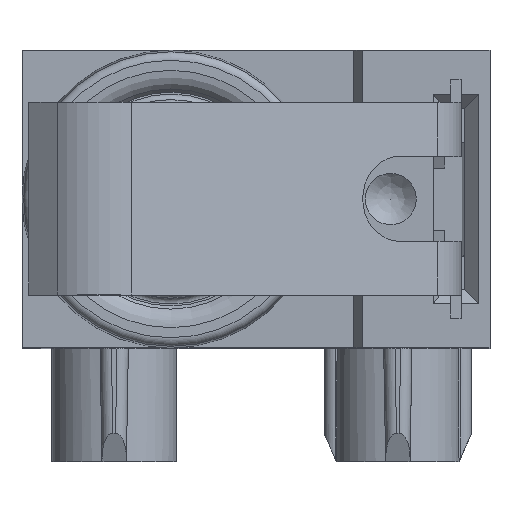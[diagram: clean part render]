
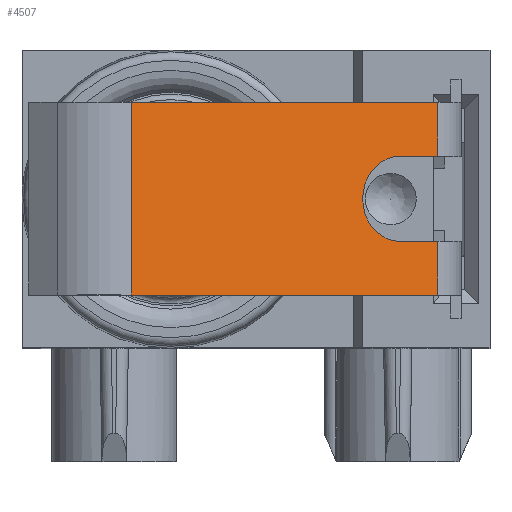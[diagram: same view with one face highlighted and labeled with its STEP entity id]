
A CAD part, top view. The second image highlights one B-rep face of the part: STEP entity #4507.
In plain terms, the highlighted planar face has unit normal (0.478, 0, 0.878).
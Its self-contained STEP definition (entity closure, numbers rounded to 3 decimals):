
#126=CIRCLE('',#4786,0.75);
#240=FACE_OUTER_BOUND('',#495,.T.);
#495=EDGE_LOOP('',(#3008,#3009,#3010,#3011,#3012,#3013,#3014,#3015));
#798=LINE('',#6545,#1337);
#805=LINE('',#6568,#1344);
#806=LINE('',#6571,#1345);
#807=LINE('',#6573,#1346);
#808=LINE('',#6575,#1347);
#809=LINE('',#6577,#1348);
#810=LINE('',#6578,#1349);
#1337=VECTOR('',#5206,10.);
#1344=VECTOR('',#5229,10.);
#1345=VECTOR('',#5232,10.);
#1346=VECTOR('',#5233,10.);
#1347=VECTOR('',#5234,10.);
#1348=VECTOR('',#5235,10.);
#1349=VECTOR('',#5236,10.);
#1874=VERTEX_POINT('',#6542);
#1875=VERTEX_POINT('',#6544);
#1879=VERTEX_POINT('',#6555);
#1883=VERTEX_POINT('',#6566);
#1884=VERTEX_POINT('',#6570);
#1885=VERTEX_POINT('',#6572);
#1886=VERTEX_POINT('',#6574);
#1887=VERTEX_POINT('',#6576);
#2315=EDGE_CURVE('',#1875,#1874,#798,.T.);
#2322=EDGE_CURVE('',#1874,#1879,#126,.T.);
#2328=EDGE_CURVE('',#1879,#1883,#805,.T.);
#2329=EDGE_CURVE('',#1884,#1883,#806,.T.);
#2330=EDGE_CURVE('',#1885,#1884,#807,.T.);
#2331=EDGE_CURVE('',#1886,#1885,#808,.T.);
#2332=EDGE_CURVE('',#1887,#1886,#809,.T.);
#2333=EDGE_CURVE('',#1875,#1887,#810,.T.);
#3008=ORIENTED_EDGE('',*,*,#2315,.T.);
#3009=ORIENTED_EDGE('',*,*,#2322,.T.);
#3010=ORIENTED_EDGE('',*,*,#2328,.T.);
#3011=ORIENTED_EDGE('',*,*,#2329,.F.);
#3012=ORIENTED_EDGE('',*,*,#2330,.F.);
#3013=ORIENTED_EDGE('',*,*,#2331,.F.);
#3014=ORIENTED_EDGE('',*,*,#2332,.F.);
#3015=ORIENTED_EDGE('',*,*,#2333,.F.);
#4310=PLANE('',#4790);
#4507=ADVANCED_FACE('',(#240),#4310,.T.);
#4786=AXIS2_PLACEMENT_3D('',#6557,#5218,#5219);
#4790=AXIS2_PLACEMENT_3D('',#6569,#5230,#5231);
#5206=DIRECTION('',(-0.878,0.,0.478));
#5218=DIRECTION('center_axis',(-0.478,0.,-0.878));
#5219=DIRECTION('ref_axis',(0.,1.,0.));
#5229=DIRECTION('',(0.878,0.,-0.478));
#5230=DIRECTION('center_axis',(0.478,0.,0.878));
#5231=DIRECTION('ref_axis',(-0.878,0.,0.478));
#5232=DIRECTION('',(0.,-1.,0.));
#5233=DIRECTION('',(0.878,0.,-0.478));
#5234=DIRECTION('',(0.,1.,0.));
#5235=DIRECTION('',(-0.878,0.,0.478));
#5236=DIRECTION('',(0.,-1.,0.));
#6542=CARTESIAN_POINT('',(2.54,-0.75,9.49));
#6544=CARTESIAN_POINT('',(3.204,-0.75,9.129));
#6545=CARTESIAN_POINT('',(4.458,-0.75,8.445));
#6555=CARTESIAN_POINT('',(2.54,0.75,9.49));
#6557=CARTESIAN_POINT('Origin',(2.54,0.,
9.49));
#6566=CARTESIAN_POINT('',(3.204,0.75,9.129));
#6568=CARTESIAN_POINT('',(2.872,0.75,9.309));
#6569=CARTESIAN_POINT('Origin',(3.204,0.,9.129));
#6570=CARTESIAN_POINT('',(3.204,1.7,9.129));
#6571=CARTESIAN_POINT('',(3.204,0.,9.129));
#6572=CARTESIAN_POINT('',(-2.2,1.7,12.072));
#6573=CARTESIAN_POINT('',(3.204,1.7,9.129));
#6574=CARTESIAN_POINT('',(-2.2,-1.7,12.072));
#6575=CARTESIAN_POINT('',(-2.2,0.,12.072));
#6576=CARTESIAN_POINT('',(3.204,-1.7,9.129));
#6577=CARTESIAN_POINT('',(3.204,-1.7,9.129));
#6578=CARTESIAN_POINT('',(3.204,0.,9.129));
